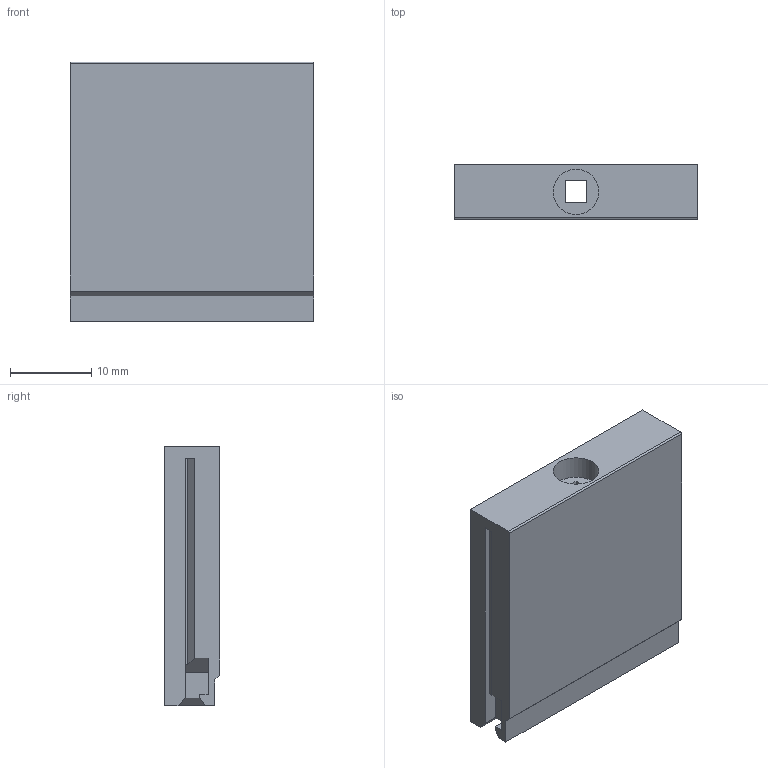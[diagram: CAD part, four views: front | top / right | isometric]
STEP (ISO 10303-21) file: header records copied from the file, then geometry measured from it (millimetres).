
FILE_DESCRIPTION(('FreeCAD Model'),'2;1');
FILE_NAME('Open CASCADE Shape Model','2025-01-06T22:44:35',(''),(''), 'Open CASCADE STEP processor 7.7','FreeCAD','Unknown');
FILE_SCHEMA(('AUTOMOTIVE_DESIGN { 1 0 10303 214 1 1 1 1 }'));
Length unit declared in the file: millimetre
Products named in the file (1): Body
Bounding box: 30 x 6.8 x 32 mm (x, y, z)
Volume: 4783.8 mm3; surface area: 3175.8 mm2
Topology: 1 solids, 1 shells, 58 faces, 165 edges, 110 vertices
Faces by surface type: plane 52, cylinder 3, cone 2, bspline 1
Full cylindrical faces by diameter (mm): 5.6 x1
Entity records: 1897 total; most frequent: CARTESIAN_POINT 363, ORIENTED_EDGE 330, DIRECTION 285, EDGE_CURVE 165, LINE 145, VECTOR 145, VERTEX_POINT 110, AXIS2_PLACEMENT_3D 70
